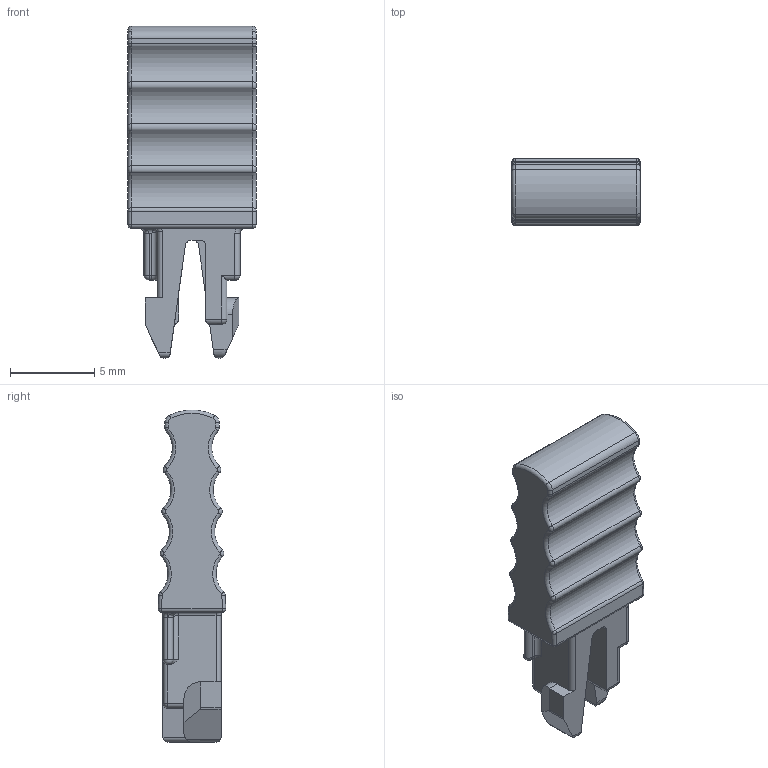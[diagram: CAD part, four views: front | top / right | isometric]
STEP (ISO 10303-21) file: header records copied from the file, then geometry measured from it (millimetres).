
FILE_DESCRIPTION(('CATIA V5R22 STEP214','CAx-IF Rec.Pracs.--- Model Styling and Organization---1.4--- 2014-01-23'),'2;1');
FILE_NAME ('1175713-5_1', '2020-01-22T12:33:51+00:00', ('Weidmueller Interface'), ('Weidmueller'), 'CATIA Version 5-6 Release 2016 SP3 HF44', 'CATIA V5 STEP AP214', 'none');
FILE_SCHEMA(('AUTOMOTIVE_DESIGN { 1 0 10303 214 1 1 1 1 }'));
Length unit declared in the file: millimetre
Products named in the file (1): 2710230000
Bounding box: 7.6 x 4 x 19.7 mm (x, y, z)
Volume: 348.1 mm3; surface area: 450.1 mm2
Topology: 1 solids, 1 shells, 177 faces, 431 edges, 243 vertices
Faces by surface type: cylinder 75, torus 48, plane 39, sphere 11, bspline 4
Entity records: 6145 total; most frequent: CARTESIAN_POINT 2251, ORIENTED_EDGE 834, DIRECTION 705, EDGE_CURVE 417, AXIS2_PLACEMENT_3D 369, VERTEX_POINT 243, CIRCLE 202, EDGE_LOOP 178
